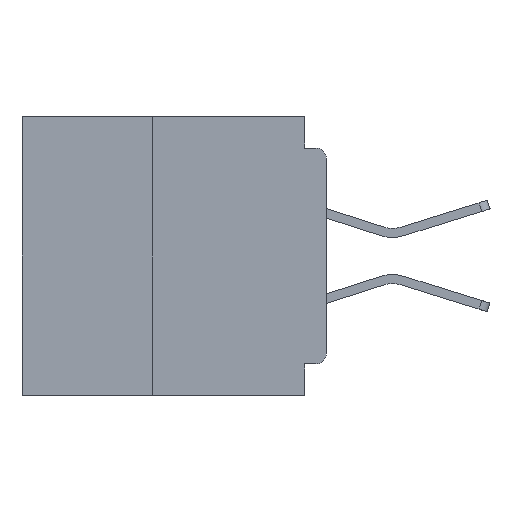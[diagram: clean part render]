
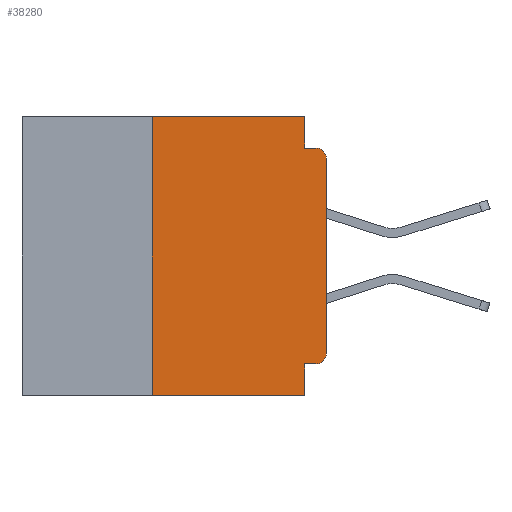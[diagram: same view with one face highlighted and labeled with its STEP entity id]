
A CAD part, left-side view. The second image highlights one B-rep face of the part: STEP entity #38280.
In plain terms, the highlighted planar face has unit normal (-1, 0, 0).
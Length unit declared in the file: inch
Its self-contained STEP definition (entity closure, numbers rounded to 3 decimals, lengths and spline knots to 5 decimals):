
#400 = ORIENTED_EDGE ( 'NONE', *, *, #27252, .F. ) ;
#927 = DIRECTION ( 'NONE',  ( 1., 0., 0. ) ) ;
#984 = CARTESIAN_POINT ( 'NONE',  ( 0., 0., -0.355 ) ) ;
#1183 = VECTOR ( 'NONE', #25404, 39.37008 ) ;
#1563 = DIRECTION ( 'NONE',  ( 0., 0., 1. ) ) ;
#1849 = ORIENTED_EDGE ( 'NONE', *, *, #21297, .T. ) ;
#2064 = EDGE_CURVE ( 'NONE', #38573, #37203, #49311, .T. ) ;
#2790 = LINE ( 'NONE', #984, #20488 ) ;
#4407 = DIRECTION ( 'NONE',  ( -1., 0., 0. ) ) ;
#5242 = CARTESIAN_POINT ( 'NONE',  ( 0., 0.437, -0.4 ) ) ;
#6292 = AXIS2_PLACEMENT_3D ( 'NONE', #30962, #6828, #34996 ) ;
#6513 = ORIENTED_EDGE ( 'NONE', *, *, #17098, .F. ) ;
#6828 = DIRECTION ( 'NONE',  ( -1., 0., 0. ) ) ;
#6906 = AXIS2_PLACEMENT_3D ( 'NONE', #28626, #4407, #32622 ) ;
#7288 = CARTESIAN_POINT ( 'NONE',  ( 0., 0.437, 0. ) ) ;
#7359 = DIRECTION ( 'NONE',  ( 0., -1., 0. ) ) ;
#7956 = CARTESIAN_POINT ( 'NONE',  ( 0., 0.015, -0.355 ) ) ;
#8390 = CARTESIAN_POINT ( 'NONE',  ( 0., 0., -0.045 ) ) ;
#10231 = DIRECTION ( 'NONE',  ( 0., 0., -1. ) ) ;
#10949 = CARTESIAN_POINT ( 'NONE',  ( 0., 0.25, 0. ) ) ;
#11055 = CARTESIAN_POINT ( 'NONE',  ( 0., 0.031, -0.4 ) ) ;
#12648 = VERTEX_POINT ( 'NONE', #11055 ) ;
#13206 = VERTEX_POINT ( 'NONE', #42574 ) ;
#13830 = AXIS2_PLACEMENT_3D ( 'NONE', #49184, #927, #29288 ) ;
#14521 = ORIENTED_EDGE ( 'NONE', *, *, #2064, .F. ) ;
#15902 = ORIENTED_EDGE ( 'NONE', *, *, #49891, .F. ) ;
#16973 = ORIENTED_EDGE ( 'NONE', *, *, #43695, .F. ) ;
#17098 = EDGE_CURVE ( 'NONE', #37203, #41047, #20963, .T. ) ;
#17299 = VECTOR ( 'NONE', #7359, 39.37008 ) ;
#17378 = VERTEX_POINT ( 'NONE', #32890 ) ;
#18582 = CIRCLE ( 'NONE', #6292, 0.015 ) ;
#18829 = EDGE_CURVE ( 'NONE', #13206, #12648, #22764, .T. ) ;
#19138 = ORIENTED_EDGE ( 'NONE', *, *, #18829, .T. ) ;
#20488 = VECTOR ( 'NONE', #49248, 39.37008 ) ;
#20733 = VECTOR ( 'NONE', #40064, 39.37008 ) ;
#20963 = LINE ( 'NONE', #42362, #39843 ) ;
#21297 = EDGE_CURVE ( 'NONE', #29518, #26927, #18582, .T. ) ;
#22257 = ORIENTED_EDGE ( 'NONE', *, *, #47523, .T. ) ;
#22764 = LINE ( 'NONE', #5242, #1183 ) ;
#24118 = CARTESIAN_POINT ( 'NONE',  ( 0., 0.031, -0.4 ) ) ;
#25404 = DIRECTION ( 'NONE',  ( 0., -1., 0. ) ) ;
#26576 = VECTOR ( 'NONE', #39541, 39.37008 ) ;
#26927 = VERTEX_POINT ( 'NONE', #29568 ) ;
#27252 = EDGE_CURVE ( 'NONE', #13206, #38573, #49065, .T. ) ;
#28472 = VERTEX_POINT ( 'NONE', #47207 ) ;
#28626 = CARTESIAN_POINT ( 'NONE',  ( 0., 0.015, -0.06 ) ) ;
#29288 = DIRECTION ( 'NONE',  ( 0., 0., -1. ) ) ;
#29364 = LINE ( 'NONE', #8390, #49352 ) ;
#29518 = VERTEX_POINT ( 'NONE', #7956 ) ;
#29568 = CARTESIAN_POINT ( 'NONE',  ( 0., 0., -0.34 ) ) ;
#30596 = CARTESIAN_POINT ( 'NONE',  ( 0., 0.031, -0.355 ) ) ;
#30962 = CARTESIAN_POINT ( 'NONE',  ( 0., 0.015, -0.34 ) ) ;
#32622 = DIRECTION ( 'NONE',  ( 0., 0., -1. ) ) ;
#32890 = CARTESIAN_POINT ( 'NONE',  ( 0., 0.015, -0.045 ) ) ;
#33735 = CARTESIAN_POINT ( 'NONE',  ( 0., 0., 0. ) ) ;
#34900 = FACE_OUTER_BOUND ( 'NONE', #41993, .T. ) ;
#34996 = DIRECTION ( 'NONE',  ( 0., 0., -1. ) ) ;
#35507 = CARTESIAN_POINT ( 'NONE',  ( 0., 0.25, -0.4 ) ) ;
#37203 = VERTEX_POINT ( 'NONE', #39312 ) ;
#38093 = LINE ( 'NONE', #33735, #47390 ) ;
#38280 = ADVANCED_FACE ( 'NONE', ( #34900 ), #41156, .F. ) ;
#38474 = ORIENTED_EDGE ( 'NONE', *, *, #47108, .T. ) ;
#38573 = VERTEX_POINT ( 'NONE', #10949 ) ;
#39312 = CARTESIAN_POINT ( 'NONE',  ( 0., 0.031, 0. ) ) ;
#39541 = DIRECTION ( 'NONE',  ( 0., 0., 1. ) ) ;
#39843 = VECTOR ( 'NONE', #10231, 39.37008 ) ;
#40064 = DIRECTION ( 'NONE',  ( 0., 0., -1. ) ) ;
#41047 = VERTEX_POINT ( 'NONE', #43007 ) ;
#41156 = PLANE ( 'NONE',  #13830 ) ;
#41993 = EDGE_LOOP ( 'NONE', ( #38474, #22257, #43986, #6513, #14521, #400, #19138, #15902, #16973, #1849 ) ) ;
#42362 = CARTESIAN_POINT ( 'NONE',  ( 0., 0.031, 0. ) ) ;
#42574 = CARTESIAN_POINT ( 'NONE',  ( 0., 0.25, -0.4 ) ) ;
#43007 = CARTESIAN_POINT ( 'NONE',  ( 0., 0.031, -0.045 ) ) ;
#43298 = VERTEX_POINT ( 'NONE', #30596 ) ;
#43532 = EDGE_CURVE ( 'NONE', #41047, #17378, #29364, .T. ) ;
#43695 = EDGE_CURVE ( 'NONE', #29518, #43298, #2790, .T. ) ;
#43986 = ORIENTED_EDGE ( 'NONE', *, *, #43532, .F. ) ;
#44545 = DIRECTION ( 'NONE',  ( 0., -1., 0. ) ) ;
#47108 = EDGE_CURVE ( 'NONE', #26927, #28472, #38093, .T. ) ;
#47207 = CARTESIAN_POINT ( 'NONE',  ( 0., 0., -0.06 ) ) ;
#47390 = VECTOR ( 'NONE', #1563, 39.37008 ) ;
#47523 = EDGE_CURVE ( 'NONE', #28472, #17378, #48589, .T. ) ;
#48589 = CIRCLE ( 'NONE', #6906, 0.015 ) ;
#49065 = LINE ( 'NONE', #35507, #26576 ) ;
#49184 = CARTESIAN_POINT ( 'NONE',  ( 0., 0.437, 0. ) ) ;
#49248 = DIRECTION ( 'NONE',  ( 0., 1., 0. ) ) ;
#49311 = LINE ( 'NONE', #7288, #17299 ) ;
#49352 = VECTOR ( 'NONE', #44545, 39.37008 ) ;
#49891 = EDGE_CURVE ( 'NONE', #43298, #12648, #50198, .T. ) ;
#50198 = LINE ( 'NONE', #24118, #20733 ) ;
